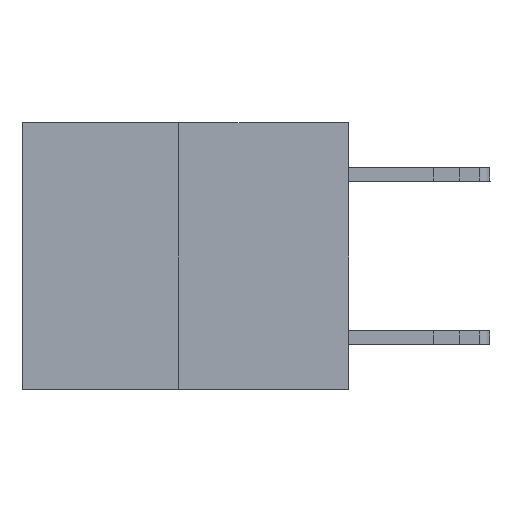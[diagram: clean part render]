
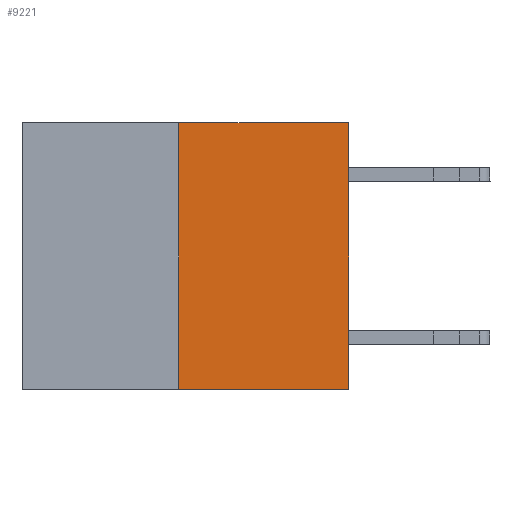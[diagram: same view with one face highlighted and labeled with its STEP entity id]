
A CAD part, left-side view. The second image highlights one B-rep face of the part: STEP entity #9221.
In plain terms, the highlighted planar face has unit normal (-1, 0, 0).
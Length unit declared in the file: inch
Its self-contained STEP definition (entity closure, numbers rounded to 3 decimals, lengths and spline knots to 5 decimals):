
#203 = DIRECTION ( 'NONE',  ( 0., 0., 1. ) ) ;
#1020 = VECTOR ( 'NONE', #27674, 39.37008 ) ;
#2179 = DIRECTION ( 'NONE',  ( 1., 0., 0. ) ) ;
#3231 = LINE ( 'NONE', #19674, #28066 ) ;
#4733 = VERTEX_POINT ( 'NONE', #20312 ) ;
#4921 = PLANE ( 'NONE',  #9797 ) ;
#5635 = ORIENTED_EDGE ( 'NONE', *, *, #24082, .T. ) ;
#6732 = VERTEX_POINT ( 'NONE', #15694 ) ;
#7487 = DIRECTION ( 'NONE',  ( 0., 0., 1. ) ) ;
#8730 = ORIENTED_EDGE ( 'NONE', *, *, #9764, .T. ) ;
#9221 = ADVANCED_FACE ( 'NONE', ( #29310 ), #4921, .F. ) ;
#9764 = EDGE_CURVE ( 'NONE', #4733, #30915, #10422, .T. ) ;
#9797 = AXIS2_PLACEMENT_3D ( 'NONE', #14329, #2179, #27192 ) ;
#10422 = LINE ( 'NONE', #10801, #1020 ) ;
#10801 = CARTESIAN_POINT ( 'NONE',  ( 0., 0.6, -0.49 ) ) ;
#10808 = EDGE_CURVE ( 'NONE', #4733, #6732, #3231, .T. ) ;
#12388 = EDGE_CURVE ( 'NONE', #6732, #17707, #24982, .T. ) ;
#14329 = CARTESIAN_POINT ( 'NONE',  ( 0., 0.6, 0. ) ) ;
#15455 = CARTESIAN_POINT ( 'NONE',  ( 0., 0., -0.49 ) ) ;
#15503 = CARTESIAN_POINT ( 'NONE',  ( 0., 0.6, 0. ) ) ;
#15694 = CARTESIAN_POINT ( 'NONE',  ( 0., 0.312, 0. ) ) ;
#17707 = VERTEX_POINT ( 'NONE', #19905 ) ;
#18804 = LINE ( 'NONE', #22299, #28255 ) ;
#19674 = CARTESIAN_POINT ( 'NONE',  ( 0., 0.312, -0.49 ) ) ;
#19905 = CARTESIAN_POINT ( 'NONE',  ( 0., 0., 0. ) ) ;
#20312 = CARTESIAN_POINT ( 'NONE',  ( 0., 0.312, -0.49 ) ) ;
#22299 = CARTESIAN_POINT ( 'NONE',  ( 0., 0., 0. ) ) ;
#22630 = EDGE_LOOP ( 'NONE', ( #22655, #8730, #5635, #22789 ) ) ;
#22655 = ORIENTED_EDGE ( 'NONE', *, *, #10808, .F. ) ;
#22789 = ORIENTED_EDGE ( 'NONE', *, *, #12388, .F. ) ;
#24082 = EDGE_CURVE ( 'NONE', #30915, #17707, #18804, .T. ) ;
#24982 = LINE ( 'NONE', #15503, #25727 ) ;
#25041 = DIRECTION ( 'NONE',  ( 0., -1., 0. ) ) ;
#25727 = VECTOR ( 'NONE', #25041, 39.37008 ) ;
#27192 = DIRECTION ( 'NONE',  ( 0., 0., -1. ) ) ;
#27674 = DIRECTION ( 'NONE',  ( 0., -1., 0. ) ) ;
#28066 = VECTOR ( 'NONE', #7487, 39.37008 ) ;
#28255 = VECTOR ( 'NONE', #203, 39.37008 ) ;
#29310 = FACE_OUTER_BOUND ( 'NONE', #22630, .T. ) ;
#30915 = VERTEX_POINT ( 'NONE', #15455 ) ;
